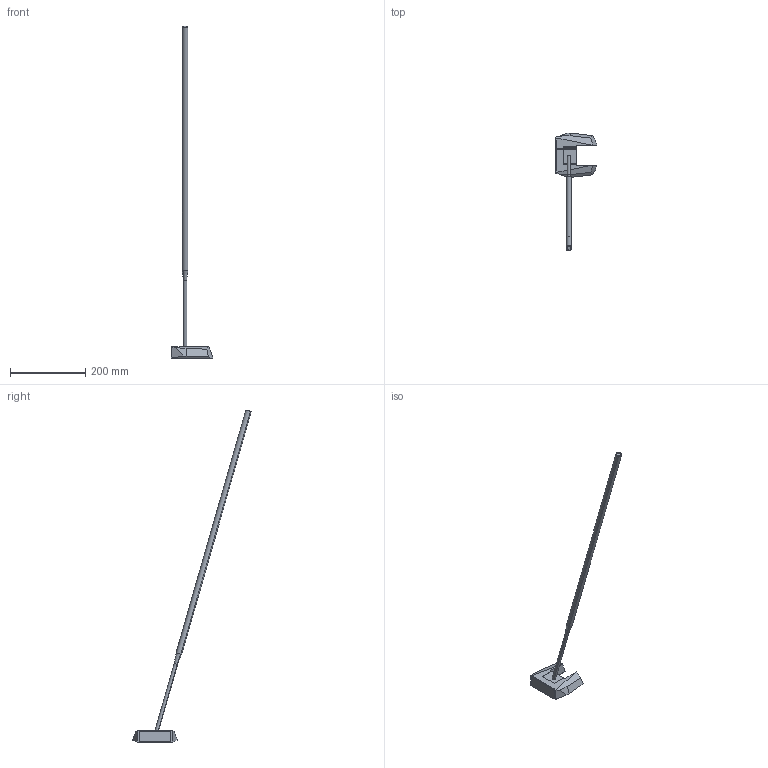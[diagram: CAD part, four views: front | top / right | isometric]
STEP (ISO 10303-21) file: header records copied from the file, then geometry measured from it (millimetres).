
FILE_DESCRIPTION (( 'STEP AP214' ), '1' );
FILE_NAME ('Putter.STEP', '2025-06-09T21:25:16', ( 'ARUP Laboratories' ), ( 'ARUP Laboratories' ), 'SwSTEP 2.0', 'SolidWorks 2024', '' );
FILE_SCHEMA (( 'AUTOMOTIVE_DESIGN' ));
Length unit declared in the file: millimetre
Products named in the file (9): Shaft Block; Insert; weight; Stability Shaft; 93395A337_93395A337; 93395A301_93395A301; 93395A351_93395A351; LAB; Putter
Assembly tree (15 placements, depth 2):
  Putter
    LAB
    Insert
    93395A351_93395A351  x2
    Shaft Block
    93395A301_93395A301  x6
    Stability Shaft
    93395A337_93395A337  x2
    weight
Bounding box: 111.29 x 315.08 x 882.37 mm (x, y, z)
Volume: 303944.5 mm3; surface area: 133071.2 mm2
Topology: 15 solids, 15 shells, 819 faces, 2116 edges, 1332 vertices
Faces by surface type: cylinder 452, cone 200, plane 137, bspline 30
Entity records: 21356 total; most frequent: CARTESIAN_POINT 12600, ORIENTED_EDGE 1970, DIRECTION 1593, EDGE_CURVE 985, VERTEX_POINT 628, AXIS2_PLACEMENT_3D 591, EDGE_LOOP 417, LINE 411
